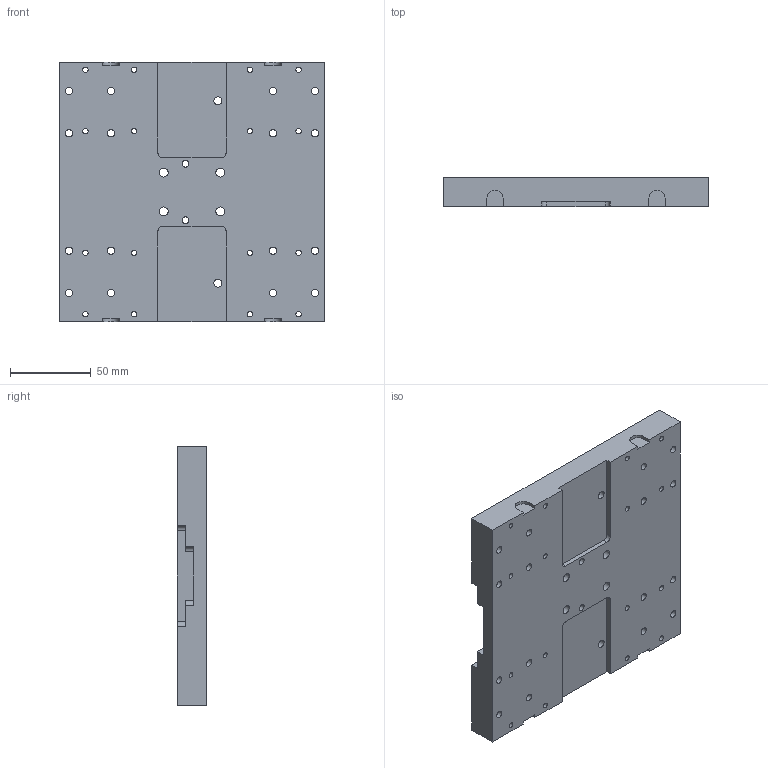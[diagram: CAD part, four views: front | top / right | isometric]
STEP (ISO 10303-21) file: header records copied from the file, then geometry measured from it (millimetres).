
FILE_DESCRIPTION(('FreeCAD Model'),'2;1');
FILE_NAME('Open CASCADE Shape Model','2024-12-05T21:29:04',(''),(''), 'Open CASCADE STEP processor 7.8','FreeCAD','Unknown');
FILE_SCHEMA(('AUTOMOTIVE_DESIGN { 1 0 10303 214 1 1 1 1 }'));
Length unit declared in the file: millimetre
Products named in the file (1): MiddlePlate
Bounding box: 164 x 18 x 160 mm (x, y, z)
Volume: 381899 mm3; surface area: 75945.1 mm2
Topology: 1 solids, 1 shells, 146 faces, 374 edges, 250 vertices
Faces by surface type: cylinder 78, plane 68
Full cylindrical faces by diameter (mm): 3.3 x16, 4.2 x2, 4.5 x16, 5 x2, 5.5 x4, 8 x16, 10 x4
Entity records: 9719 total; most frequent: CARTESIAN_POINT 1885, DIRECTION 1511, LINE 810, VECTOR 810, ORIENTED_EDGE 748, PCURVE 748, DEFINITIONAL_REPRESENTATION 748, EDGE_CURVE 374
